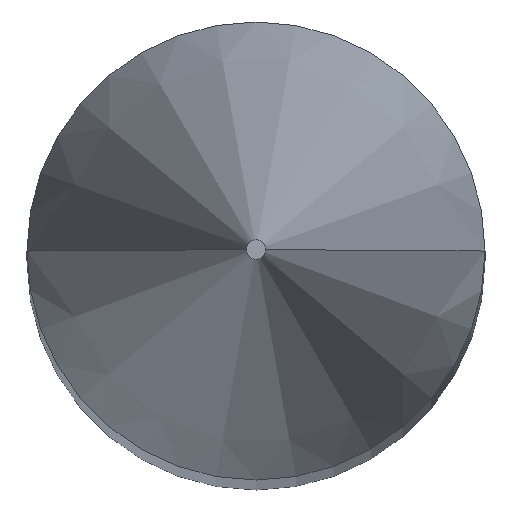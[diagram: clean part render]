
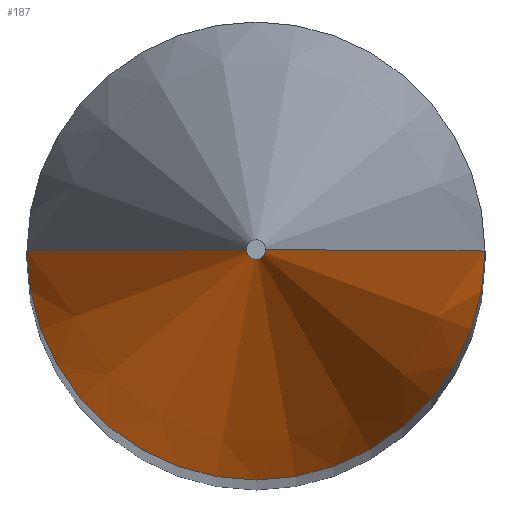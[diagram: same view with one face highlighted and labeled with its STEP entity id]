
A CAD part, top view. The second image highlights one B-rep face of the part: STEP entity #187.
In plain terms, the highlighted conical face has half-angle 15 degrees and reference radius 0.102 mm.
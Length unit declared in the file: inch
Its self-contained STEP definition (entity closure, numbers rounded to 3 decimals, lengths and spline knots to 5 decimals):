
#5 = DIRECTION ( 'NONE',  ( 0., 0., -1. ) ) ;
#20 = CIRCLE ( 'NONE', #71, 0.09375 ) ;
#21 = CARTESIAN_POINT ( 'NONE',  ( 0.09375, 0., 2.66505 ) ) ;
#24 = VECTOR ( 'NONE', #236, 39.37008 ) ;
#28 = AXIS2_PLACEMENT_3D ( 'NONE', #234, #5, #46 ) ;
#29 = DIRECTION ( 'NONE',  ( -1., 0., 0. ) ) ;
#31 = CIRCLE ( 'NONE', #149, 0.004 ) ;
#42 = CARTESIAN_POINT ( 'NONE',  ( 0., 0., 2.66505 ) ) ;
#46 = DIRECTION ( 'NONE',  ( 1., 0., 0. ) ) ;
#50 = VERTEX_POINT ( 'NONE', #150 ) ;
#52 = EDGE_LOOP ( 'NONE', ( #202, #146, #245, #182 ) ) ;
#62 = DIRECTION ( 'NONE',  ( -1., 0., 0. ) ) ;
#63 = LINE ( 'NONE', #114, #24 ) ;
#66 = VERTEX_POINT ( 'NONE', #21 ) ;
#71 = AXIS2_PLACEMENT_3D ( 'NONE', #42, #138, #29 ) ;
#75 = DIRECTION ( 'NONE',  ( -0.259, 0., -0.966 ) ) ;
#81 = FACE_OUTER_BOUND ( 'NONE', #52, .T. ) ;
#99 = VECTOR ( 'NONE', #75, 39.37008 ) ;
#114 = CARTESIAN_POINT ( 'NONE',  ( 0.004, 0., 3. ) ) ;
#122 = CONICAL_SURFACE ( 'NONE', #28, 0.004, 0.262 ) ;
#133 = CARTESIAN_POINT ( 'NONE',  ( -0.004, 0., 3. ) ) ;
#138 = DIRECTION ( 'NONE',  ( 0., 0., -1. ) ) ;
#146 = ORIENTED_EDGE ( 'NONE', *, *, #151, .T. ) ;
#149 = AXIS2_PLACEMENT_3D ( 'NONE', #215, #197, #62 ) ;
#150 = CARTESIAN_POINT ( 'NONE',  ( -0.004, 0., 3. ) ) ;
#151 = EDGE_CURVE ( 'NONE', #50, #204, #230, .T. ) ;
#160 = CARTESIAN_POINT ( 'NONE',  ( -0.09375, 0., 2.66505 ) ) ;
#166 = VERTEX_POINT ( 'NONE', #210 ) ;
#174 = EDGE_CURVE ( 'NONE', #66, #204, #20, .T. ) ;
#182 = ORIENTED_EDGE ( 'NONE', *, *, #201, .F. ) ;
#187 = ADVANCED_FACE ( 'NONE', ( #81 ), #122, .T. ) ;
#197 = DIRECTION ( 'NONE',  ( 0., 0., -1. ) ) ;
#201 = EDGE_CURVE ( 'NONE', #166, #66, #63, .T. ) ;
#202 = ORIENTED_EDGE ( 'NONE', *, *, #233, .T. ) ;
#204 = VERTEX_POINT ( 'NONE', #160 ) ;
#210 = CARTESIAN_POINT ( 'NONE',  ( 0.004, 0., 3. ) ) ;
#215 = CARTESIAN_POINT ( 'NONE',  ( 0., 0., 3. ) ) ;
#230 = LINE ( 'NONE', #133, #99 ) ;
#233 = EDGE_CURVE ( 'NONE', #166, #50, #31, .T. ) ;
#234 = CARTESIAN_POINT ( 'NONE',  ( 0., 0., 3. ) ) ;
#236 = DIRECTION ( 'NONE',  ( 0.259, 0., -0.966 ) ) ;
#245 = ORIENTED_EDGE ( 'NONE', *, *, #174, .F. ) ;
